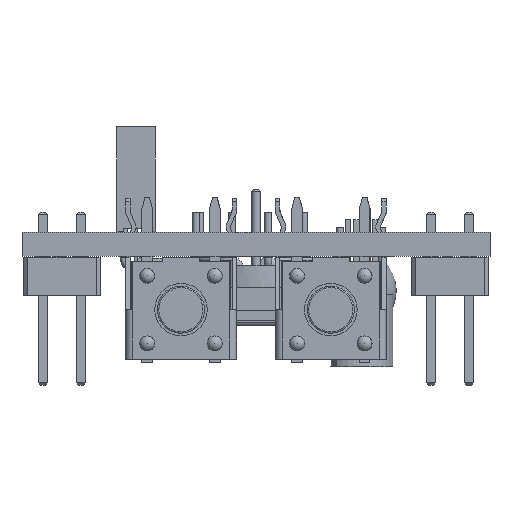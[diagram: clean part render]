
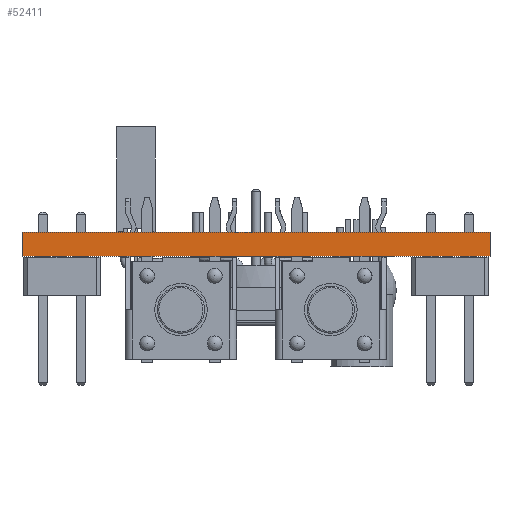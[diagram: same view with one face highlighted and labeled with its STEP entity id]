
A CAD part, left-side view. The second image highlights one B-rep face of the part: STEP entity #52411.
In plain terms, the highlighted planar face has unit normal (-1, 0, 0).
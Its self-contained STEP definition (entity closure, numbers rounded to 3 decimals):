
#52295 = EDGE_CURVE('',#52296,#52298,#52300,.T.);
#52296 = VERTEX_POINT('',#52297);
#52297 = CARTESIAN_POINT('',(120.,-80.,0.));
#52298 = VERTEX_POINT('',#52299);
#52299 = CARTESIAN_POINT('',(120.,-80.,1.6));
#52300 = SURFACE_CURVE('',#52301,(#52305,#52317),.PCURVE_S1.);
#52301 = LINE('',#52302,#52303);
#52302 = CARTESIAN_POINT('',(120.,-80.,0.));
#52303 = VECTOR('',#52304,1.);
#52304 = DIRECTION('',(0.,0.,1.));
#52305 = PCURVE('',#52306,#52311);
#52306 = PLANE('',#52307);
#52307 = AXIS2_PLACEMENT_3D('',#52308,#52309,#52310);
#52308 = CARTESIAN_POINT('',(120.,-80.,0.));
#52309 = DIRECTION('',(0.,1.,0.));
#52310 = DIRECTION('',(1.,0.,0.));
#52311 = DEFINITIONAL_REPRESENTATION('',(#52312),#52316);
#52312 = LINE('',#52313,#52314);
#52313 = CARTESIAN_POINT('',(0.,0.));
#52314 = VECTOR('',#52315,1.);
#52315 = DIRECTION('',(0.,-1.));
#52316 = ( GEOMETRIC_REPRESENTATION_CONTEXT(2) 
PARAMETRIC_REPRESENTATION_CONTEXT() REPRESENTATION_CONTEXT('2D SPACE',''
  ) );
#52317 = PCURVE('',#52318,#52323);
#52318 = PLANE('',#52319);
#52319 = AXIS2_PLACEMENT_3D('',#52320,#52321,#52322);
#52320 = CARTESIAN_POINT('',(120.,-111.2,0.));
#52321 = DIRECTION('',(-1.,0.,0.));
#52322 = DIRECTION('',(0.,1.,0.));
#52323 = DEFINITIONAL_REPRESENTATION('',(#52324),#52328);
#52324 = LINE('',#52325,#52326);
#52325 = CARTESIAN_POINT('',(31.2,0.));
#52326 = VECTOR('',#52327,1.);
#52327 = DIRECTION('',(0.,-1.));
#52328 = ( GEOMETRIC_REPRESENTATION_CONTEXT(2) 
PARAMETRIC_REPRESENTATION_CONTEXT() REPRESENTATION_CONTEXT('2D SPACE',''
  ) );
#52346 = PLANE('',#52347);
#52347 = AXIS2_PLACEMENT_3D('',#52348,#52349,#52350);
#52348 = CARTESIAN_POINT('',(139.5,-95.6,1.6));
#52349 = DIRECTION('',(0.,0.,-1.));
#52350 = DIRECTION('',(-1.,0.,0.));
#52400 = PLANE('',#52401);
#52401 = AXIS2_PLACEMENT_3D('',#52402,#52403,#52404);
#52402 = CARTESIAN_POINT('',(139.5,-95.6,0.));
#52403 = DIRECTION('',(0.,0.,-1.));
#52404 = DIRECTION('',(-1.,0.,0.));
#52411 = ADVANCED_FACE('',(#52412),#52318,.T.);
#52412 = FACE_BOUND('',#52413,.T.);
#52413 = EDGE_LOOP('',(#52414,#52444,#52465,#52466));
#52414 = ORIENTED_EDGE('',*,*,#52415,.T.);
#52415 = EDGE_CURVE('',#52416,#52418,#52420,.T.);
#52416 = VERTEX_POINT('',#52417);
#52417 = CARTESIAN_POINT('',(120.,-111.2,0.));
#52418 = VERTEX_POINT('',#52419);
#52419 = CARTESIAN_POINT('',(120.,-111.2,1.6));
#52420 = SURFACE_CURVE('',#52421,(#52425,#52432),.PCURVE_S1.);
#52421 = LINE('',#52422,#52423);
#52422 = CARTESIAN_POINT('',(120.,-111.2,0.));
#52423 = VECTOR('',#52424,1.);
#52424 = DIRECTION('',(0.,0.,1.));
#52425 = PCURVE('',#52318,#52426);
#52426 = DEFINITIONAL_REPRESENTATION('',(#52427),#52431);
#52427 = LINE('',#52428,#52429);
#52428 = CARTESIAN_POINT('',(0.,0.));
#52429 = VECTOR('',#52430,1.);
#52430 = DIRECTION('',(0.,-1.));
#52431 = ( GEOMETRIC_REPRESENTATION_CONTEXT(2) 
PARAMETRIC_REPRESENTATION_CONTEXT() REPRESENTATION_CONTEXT('2D SPACE',''
  ) );
#52432 = PCURVE('',#52433,#52438);
#52433 = PLANE('',#52434);
#52434 = AXIS2_PLACEMENT_3D('',#52435,#52436,#52437);
#52435 = CARTESIAN_POINT('',(159.,-111.2,0.));
#52436 = DIRECTION('',(0.,-1.,0.));
#52437 = DIRECTION('',(-1.,0.,0.));
#52438 = DEFINITIONAL_REPRESENTATION('',(#52439),#52443);
#52439 = LINE('',#52440,#52441);
#52440 = CARTESIAN_POINT('',(39.,0.));
#52441 = VECTOR('',#52442,1.);
#52442 = DIRECTION('',(0.,-1.));
#52443 = ( GEOMETRIC_REPRESENTATION_CONTEXT(2) 
PARAMETRIC_REPRESENTATION_CONTEXT() REPRESENTATION_CONTEXT('2D SPACE',''
  ) );
#52444 = ORIENTED_EDGE('',*,*,#52445,.T.);
#52445 = EDGE_CURVE('',#52418,#52298,#52446,.T.);
#52446 = SURFACE_CURVE('',#52447,(#52451,#52458),.PCURVE_S1.);
#52447 = LINE('',#52448,#52449);
#52448 = CARTESIAN_POINT('',(120.,-111.2,1.6));
#52449 = VECTOR('',#52450,1.);
#52450 = DIRECTION('',(0.,1.,0.));
#52451 = PCURVE('',#52318,#52452);
#52452 = DEFINITIONAL_REPRESENTATION('',(#52453),#52457);
#52453 = LINE('',#52454,#52455);
#52454 = CARTESIAN_POINT('',(0.,-1.6));
#52455 = VECTOR('',#52456,1.);
#52456 = DIRECTION('',(1.,0.));
#52457 = ( GEOMETRIC_REPRESENTATION_CONTEXT(2) 
PARAMETRIC_REPRESENTATION_CONTEXT() REPRESENTATION_CONTEXT('2D SPACE',''
  ) );
#52458 = PCURVE('',#52346,#52459);
#52459 = DEFINITIONAL_REPRESENTATION('',(#52460),#52464);
#52460 = LINE('',#52461,#52462);
#52461 = CARTESIAN_POINT('',(19.5,-15.6));
#52462 = VECTOR('',#52463,1.);
#52463 = DIRECTION('',(0.,1.));
#52464 = ( GEOMETRIC_REPRESENTATION_CONTEXT(2) 
PARAMETRIC_REPRESENTATION_CONTEXT() REPRESENTATION_CONTEXT('2D SPACE',''
  ) );
#52465 = ORIENTED_EDGE('',*,*,#52295,.F.);
#52466 = ORIENTED_EDGE('',*,*,#52467,.F.);
#52467 = EDGE_CURVE('',#52416,#52296,#52468,.T.);
#52468 = SURFACE_CURVE('',#52469,(#52473,#52480),.PCURVE_S1.);
#52469 = LINE('',#52470,#52471);
#52470 = CARTESIAN_POINT('',(120.,-111.2,0.));
#52471 = VECTOR('',#52472,1.);
#52472 = DIRECTION('',(0.,1.,0.));
#52473 = PCURVE('',#52318,#52474);
#52474 = DEFINITIONAL_REPRESENTATION('',(#52475),#52479);
#52475 = LINE('',#52476,#52477);
#52476 = CARTESIAN_POINT('',(0.,0.));
#52477 = VECTOR('',#52478,1.);
#52478 = DIRECTION('',(1.,0.));
#52479 = ( GEOMETRIC_REPRESENTATION_CONTEXT(2) 
PARAMETRIC_REPRESENTATION_CONTEXT() REPRESENTATION_CONTEXT('2D SPACE',''
  ) );
#52480 = PCURVE('',#52400,#52481);
#52481 = DEFINITIONAL_REPRESENTATION('',(#52482),#52486);
#52482 = LINE('',#52483,#52484);
#52483 = CARTESIAN_POINT('',(19.5,-15.6));
#52484 = VECTOR('',#52485,1.);
#52485 = DIRECTION('',(0.,1.));
#52486 = ( GEOMETRIC_REPRESENTATION_CONTEXT(2) 
PARAMETRIC_REPRESENTATION_CONTEXT() REPRESENTATION_CONTEXT('2D SPACE',''
  ) );
